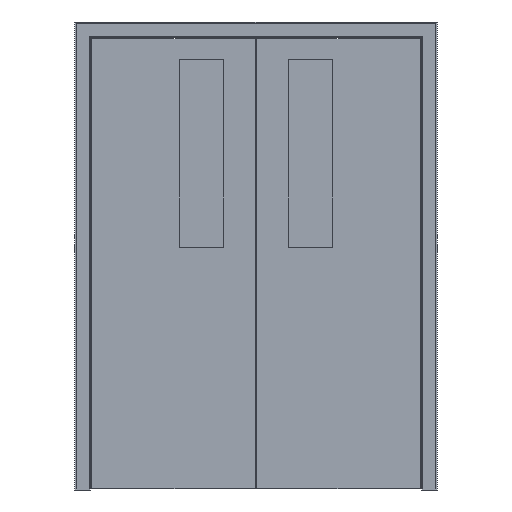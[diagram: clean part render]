
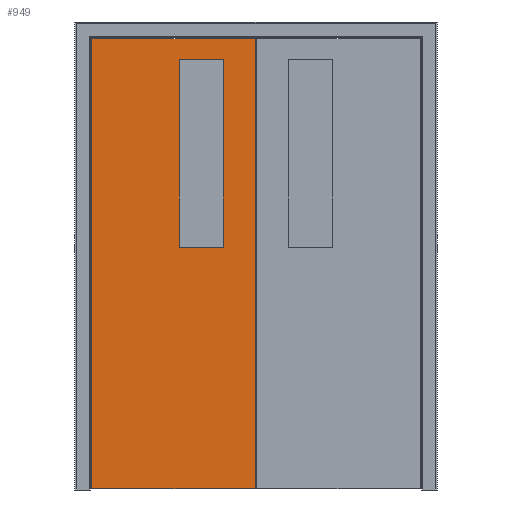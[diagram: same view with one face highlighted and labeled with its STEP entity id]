
A CAD part, front view. The second image highlights one B-rep face of the part: STEP entity #949.
In plain terms, the highlighted planar face has unit normal (0, -1, 0).
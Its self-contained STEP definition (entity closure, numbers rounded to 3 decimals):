
#687 = VERTEX_POINT('',#688);
#688 = CARTESIAN_POINT('',(55.,100.,2045.));
#697 = PLANE('',#698);
#698 = AXIS2_PLACEMENT_3D('',#699,#700,#701);
#699 = CARTESIAN_POINT('',(55.,100.,2045.));
#700 = DIRECTION('',(0.,0.,-1.));
#701 = DIRECTION('',(1.,0.,0.));
#709 = PLANE('',#710);
#710 = AXIS2_PLACEMENT_3D('',#711,#712,#713);
#711 = CARTESIAN_POINT('',(55.,100.,5.));
#712 = DIRECTION('',(1.,0.,0.));
#713 = DIRECTION('',(0.,0.,1.));
#750 = VERTEX_POINT('',#751);
#751 = CARTESIAN_POINT('',(797.5,100.,2045.));
#765 = PLANE('',#766);
#766 = AXIS2_PLACEMENT_3D('',#767,#768,#769);
#767 = CARTESIAN_POINT('',(797.5,100.,2045.));
#768 = DIRECTION('',(-1.,0.,0.));
#769 = DIRECTION('',(0.,0.,-1.));
#777 = EDGE_CURVE('',#687,#750,#778,.T.);
#778 = SURFACE_CURVE('',#779,(#783,#790),.PCURVE_S1.);
#779 = LINE('',#780,#781);
#780 = CARTESIAN_POINT('',(55.,100.,2045.));
#781 = VECTOR('',#782,1.);
#782 = DIRECTION('',(1.,0.,0.));
#783 = PCURVE('',#697,#784);
#784 = DEFINITIONAL_REPRESENTATION('',(#785),#789);
#785 = LINE('',#786,#787);
#786 = CARTESIAN_POINT('',(0.,0.));
#787 = VECTOR('',#788,1.);
#788 = DIRECTION('',(1.,0.));
#789 = ( GEOMETRIC_REPRESENTATION_CONTEXT(2) 
PARAMETRIC_REPRESENTATION_CONTEXT() REPRESENTATION_CONTEXT('2D SPACE',''
  ) );
#790 = PCURVE('',#791,#796);
#791 = PLANE('',#792);
#792 = AXIS2_PLACEMENT_3D('',#793,#794,#795);
#793 = CARTESIAN_POINT('',(55.,100.,2045.));
#794 = DIRECTION('',(0.,-1.,0.));
#795 = DIRECTION('',(0.,0.,-1.));
#796 = DEFINITIONAL_REPRESENTATION('',(#797),#801);
#797 = LINE('',#798,#799);
#798 = CARTESIAN_POINT('',(0.,0.));
#799 = VECTOR('',#800,1.);
#800 = DIRECTION('',(0.,1.));
#801 = ( GEOMETRIC_REPRESENTATION_CONTEXT(2) 
PARAMETRIC_REPRESENTATION_CONTEXT() REPRESENTATION_CONTEXT('2D SPACE',''
  ) );
#807 = VERTEX_POINT('',#808);
#808 = CARTESIAN_POINT('',(55.,100.,5.));
#824 = PLANE('',#825);
#825 = AXIS2_PLACEMENT_3D('',#826,#827,#828);
#826 = CARTESIAN_POINT('',(797.5,100.,5.));
#827 = DIRECTION('',(0.,0.,1.));
#828 = DIRECTION('',(-1.,0.,0.));
#858 = EDGE_CURVE('',#807,#687,#859,.T.);
#859 = SURFACE_CURVE('',#860,(#864,#871),.PCURVE_S1.);
#860 = LINE('',#861,#862);
#861 = CARTESIAN_POINT('',(55.,100.,5.));
#862 = VECTOR('',#863,1.);
#863 = DIRECTION('',(0.,0.,1.));
#864 = PCURVE('',#709,#865);
#865 = DEFINITIONAL_REPRESENTATION('',(#866),#870);
#866 = LINE('',#867,#868);
#867 = CARTESIAN_POINT('',(0.,0.));
#868 = VECTOR('',#869,1.);
#869 = DIRECTION('',(1.,0.));
#870 = ( GEOMETRIC_REPRESENTATION_CONTEXT(2) 
PARAMETRIC_REPRESENTATION_CONTEXT() REPRESENTATION_CONTEXT('2D SPACE',''
  ) );
#871 = PCURVE('',#791,#872);
#872 = DEFINITIONAL_REPRESENTATION('',(#873),#877);
#873 = LINE('',#874,#875);
#874 = CARTESIAN_POINT('',(2040.,0.));
#875 = VECTOR('',#876,1.);
#876 = DIRECTION('',(-1.,0.));
#877 = ( GEOMETRIC_REPRESENTATION_CONTEXT(2) 
PARAMETRIC_REPRESENTATION_CONTEXT() REPRESENTATION_CONTEXT('2D SPACE',''
  ) );
#907 = VERTEX_POINT('',#908);
#908 = CARTESIAN_POINT('',(797.5,100.,5.));
#929 = EDGE_CURVE('',#750,#907,#930,.T.);
#930 = SURFACE_CURVE('',#931,(#935,#942),.PCURVE_S1.);
#931 = LINE('',#932,#933);
#932 = CARTESIAN_POINT('',(797.5,100.,2045.));
#933 = VECTOR('',#934,1.);
#934 = DIRECTION('',(0.,0.,-1.));
#935 = PCURVE('',#765,#936);
#936 = DEFINITIONAL_REPRESENTATION('',(#937),#941);
#937 = LINE('',#938,#939);
#938 = CARTESIAN_POINT('',(0.,0.));
#939 = VECTOR('',#940,1.);
#940 = DIRECTION('',(1.,0.));
#941 = ( GEOMETRIC_REPRESENTATION_CONTEXT(2) 
PARAMETRIC_REPRESENTATION_CONTEXT() REPRESENTATION_CONTEXT('2D SPACE',''
  ) );
#942 = PCURVE('',#791,#943);
#943 = DEFINITIONAL_REPRESENTATION('',(#944),#948);
#944 = LINE('',#945,#946);
#945 = CARTESIAN_POINT('',(0.,742.5));
#946 = VECTOR('',#947,1.);
#947 = DIRECTION('',(1.,0.));
#948 = ( GEOMETRIC_REPRESENTATION_CONTEXT(2) 
PARAMETRIC_REPRESENTATION_CONTEXT() REPRESENTATION_CONTEXT('2D SPACE',''
  ) );
#949 = ADVANCED_FACE('',(#950,#976),#791,.T.);
#950 = FACE_BOUND('',#951,.T.);
#951 = EDGE_LOOP('',(#952,#953,#954,#975));
#952 = ORIENTED_EDGE('',*,*,#777,.F.);
#953 = ORIENTED_EDGE('',*,*,#858,.F.);
#954 = ORIENTED_EDGE('',*,*,#955,.F.);
#955 = EDGE_CURVE('',#907,#807,#956,.T.);
#956 = SURFACE_CURVE('',#957,(#961,#968),.PCURVE_S1.);
#957 = LINE('',#958,#959);
#958 = CARTESIAN_POINT('',(797.5,100.,5.));
#959 = VECTOR('',#960,1.);
#960 = DIRECTION('',(-1.,0.,0.));
#961 = PCURVE('',#791,#962);
#962 = DEFINITIONAL_REPRESENTATION('',(#963),#967);
#963 = LINE('',#964,#965);
#964 = CARTESIAN_POINT('',(2040.,742.5));
#965 = VECTOR('',#966,1.);
#966 = DIRECTION('',(0.,-1.));
#967 = ( GEOMETRIC_REPRESENTATION_CONTEXT(2) 
PARAMETRIC_REPRESENTATION_CONTEXT() REPRESENTATION_CONTEXT('2D SPACE',''
  ) );
#968 = PCURVE('',#824,#969);
#969 = DEFINITIONAL_REPRESENTATION('',(#970),#974);
#970 = LINE('',#971,#972);
#971 = CARTESIAN_POINT('',(0.,0.));
#972 = VECTOR('',#973,1.);
#973 = DIRECTION('',(1.,0.));
#974 = ( GEOMETRIC_REPRESENTATION_CONTEXT(2) 
PARAMETRIC_REPRESENTATION_CONTEXT() REPRESENTATION_CONTEXT('2D SPACE',''
  ) );
#975 = ORIENTED_EDGE('',*,*,#929,.F.);
#976 = FACE_BOUND('',#977,.T.);
#977 = EDGE_LOOP('',(#978,#1008,#1036,#1064));
#978 = ORIENTED_EDGE('',*,*,#979,.T.);
#979 = EDGE_CURVE('',#980,#982,#984,.T.);
#980 = VERTEX_POINT('',#981);
#981 = CARTESIAN_POINT('',(452.5,100.,1950.));
#982 = VERTEX_POINT('',#983);
#983 = CARTESIAN_POINT('',(652.5,100.,1950.));
#984 = SURFACE_CURVE('',#985,(#989,#996),.PCURVE_S1.);
#985 = LINE('',#986,#987);
#986 = CARTESIAN_POINT('',(452.5,100.,1950.));
#987 = VECTOR('',#988,1.);
#988 = DIRECTION('',(1.,0.,0.));
#989 = PCURVE('',#791,#990);
#990 = DEFINITIONAL_REPRESENTATION('',(#991),#995);
#991 = LINE('',#992,#993);
#992 = CARTESIAN_POINT('',(95.,397.5));
#993 = VECTOR('',#994,1.);
#994 = DIRECTION('',(0.,1.));
#995 = ( GEOMETRIC_REPRESENTATION_CONTEXT(2) 
PARAMETRIC_REPRESENTATION_CONTEXT() REPRESENTATION_CONTEXT('2D SPACE',''
  ) );
#996 = PCURVE('',#997,#1002);
#997 = PLANE('',#998);
#998 = AXIS2_PLACEMENT_3D('',#999,#1000,#1001);
#999 = CARTESIAN_POINT('',(452.5,100.,1950.));
#1000 = DIRECTION('',(0.,0.,-1.));
#1001 = DIRECTION('',(1.,0.,0.));
#1002 = DEFINITIONAL_REPRESENTATION('',(#1003),#1007);
#1003 = LINE('',#1004,#1005);
#1004 = CARTESIAN_POINT('',(0.,0.));
#1005 = VECTOR('',#1006,1.);
#1006 = DIRECTION('',(1.,0.));
#1007 = ( GEOMETRIC_REPRESENTATION_CONTEXT(2) 
PARAMETRIC_REPRESENTATION_CONTEXT() REPRESENTATION_CONTEXT('2D SPACE',''
  ) );
#1008 = ORIENTED_EDGE('',*,*,#1009,.T.);
#1009 = EDGE_CURVE('',#982,#1010,#1012,.T.);
#1010 = VERTEX_POINT('',#1011);
#1011 = CARTESIAN_POINT('',(652.5,100.,1100.));
#1012 = SURFACE_CURVE('',#1013,(#1017,#1024),.PCURVE_S1.);
#1013 = LINE('',#1014,#1015);
#1014 = CARTESIAN_POINT('',(652.5,100.,1950.));
#1015 = VECTOR('',#1016,1.);
#1016 = DIRECTION('',(0.,0.,-1.));
#1017 = PCURVE('',#791,#1018);
#1018 = DEFINITIONAL_REPRESENTATION('',(#1019),#1023);
#1019 = LINE('',#1020,#1021);
#1020 = CARTESIAN_POINT('',(95.,597.5));
#1021 = VECTOR('',#1022,1.);
#1022 = DIRECTION('',(1.,0.));
#1023 = ( GEOMETRIC_REPRESENTATION_CONTEXT(2) 
PARAMETRIC_REPRESENTATION_CONTEXT() REPRESENTATION_CONTEXT('2D SPACE',''
  ) );
#1024 = PCURVE('',#1025,#1030);
#1025 = PLANE('',#1026);
#1026 = AXIS2_PLACEMENT_3D('',#1027,#1028,#1029);
#1027 = CARTESIAN_POINT('',(652.5,100.,1950.));
#1028 = DIRECTION('',(-1.,0.,0.));
#1029 = DIRECTION('',(0.,0.,-1.));
#1030 = DEFINITIONAL_REPRESENTATION('',(#1031),#1035);
#1031 = LINE('',#1032,#1033);
#1032 = CARTESIAN_POINT('',(0.,0.));
#1033 = VECTOR('',#1034,1.);
#1034 = DIRECTION('',(1.,0.));
#1035 = ( GEOMETRIC_REPRESENTATION_CONTEXT(2) 
PARAMETRIC_REPRESENTATION_CONTEXT() REPRESENTATION_CONTEXT('2D SPACE',''
  ) );
#1036 = ORIENTED_EDGE('',*,*,#1037,.T.);
#1037 = EDGE_CURVE('',#1010,#1038,#1040,.T.);
#1038 = VERTEX_POINT('',#1039);
#1039 = CARTESIAN_POINT('',(452.5,100.,1100.));
#1040 = SURFACE_CURVE('',#1041,(#1045,#1052),.PCURVE_S1.);
#1041 = LINE('',#1042,#1043);
#1042 = CARTESIAN_POINT('',(652.5,100.,1100.));
#1043 = VECTOR('',#1044,1.);
#1044 = DIRECTION('',(-1.,0.,0.));
#1045 = PCURVE('',#791,#1046);
#1046 = DEFINITIONAL_REPRESENTATION('',(#1047),#1051);
#1047 = LINE('',#1048,#1049);
#1048 = CARTESIAN_POINT('',(945.,597.5));
#1049 = VECTOR('',#1050,1.);
#1050 = DIRECTION('',(0.,-1.));
#1051 = ( GEOMETRIC_REPRESENTATION_CONTEXT(2) 
PARAMETRIC_REPRESENTATION_CONTEXT() REPRESENTATION_CONTEXT('2D SPACE',''
  ) );
#1052 = PCURVE('',#1053,#1058);
#1053 = PLANE('',#1054);
#1054 = AXIS2_PLACEMENT_3D('',#1055,#1056,#1057);
#1055 = CARTESIAN_POINT('',(652.5,100.,1100.));
#1056 = DIRECTION('',(0.,0.,1.));
#1057 = DIRECTION('',(-1.,0.,0.));
#1058 = DEFINITIONAL_REPRESENTATION('',(#1059),#1063);
#1059 = LINE('',#1060,#1061);
#1060 = CARTESIAN_POINT('',(0.,0.));
#1061 = VECTOR('',#1062,1.);
#1062 = DIRECTION('',(1.,0.));
#1063 = ( GEOMETRIC_REPRESENTATION_CONTEXT(2) 
PARAMETRIC_REPRESENTATION_CONTEXT() REPRESENTATION_CONTEXT('2D SPACE',''
  ) );
#1064 = ORIENTED_EDGE('',*,*,#1065,.T.);
#1065 = EDGE_CURVE('',#1038,#980,#1066,.T.);
#1066 = SURFACE_CURVE('',#1067,(#1071,#1078),.PCURVE_S1.);
#1067 = LINE('',#1068,#1069);
#1068 = CARTESIAN_POINT('',(452.5,100.,1100.));
#1069 = VECTOR('',#1070,1.);
#1070 = DIRECTION('',(0.,0.,1.));
#1071 = PCURVE('',#791,#1072);
#1072 = DEFINITIONAL_REPRESENTATION('',(#1073),#1077);
#1073 = LINE('',#1074,#1075);
#1074 = CARTESIAN_POINT('',(945.,397.5));
#1075 = VECTOR('',#1076,1.);
#1076 = DIRECTION('',(-1.,0.));
#1077 = ( GEOMETRIC_REPRESENTATION_CONTEXT(2) 
PARAMETRIC_REPRESENTATION_CONTEXT() REPRESENTATION_CONTEXT('2D SPACE',''
  ) );
#1078 = PCURVE('',#1079,#1084);
#1079 = PLANE('',#1080);
#1080 = AXIS2_PLACEMENT_3D('',#1081,#1082,#1083);
#1081 = CARTESIAN_POINT('',(452.5,100.,1100.));
#1082 = DIRECTION('',(1.,0.,0.));
#1083 = DIRECTION('',(0.,0.,1.));
#1084 = DEFINITIONAL_REPRESENTATION('',(#1085),#1089);
#1085 = LINE('',#1086,#1087);
#1086 = CARTESIAN_POINT('',(0.,0.));
#1087 = VECTOR('',#1088,1.);
#1088 = DIRECTION('',(1.,0.));
#1089 = ( GEOMETRIC_REPRESENTATION_CONTEXT(2) 
PARAMETRIC_REPRESENTATION_CONTEXT() REPRESENTATION_CONTEXT('2D SPACE',''
  ) );
